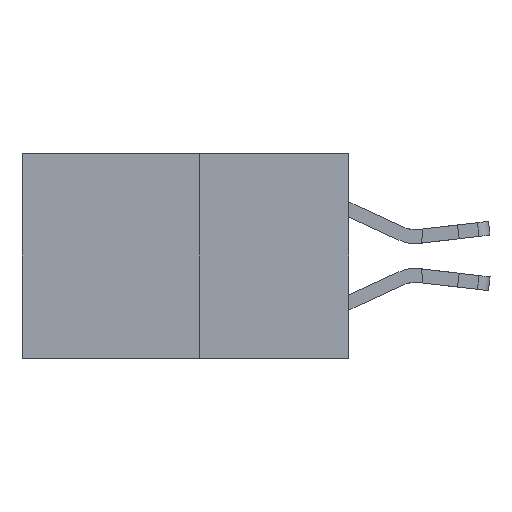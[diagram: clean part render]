
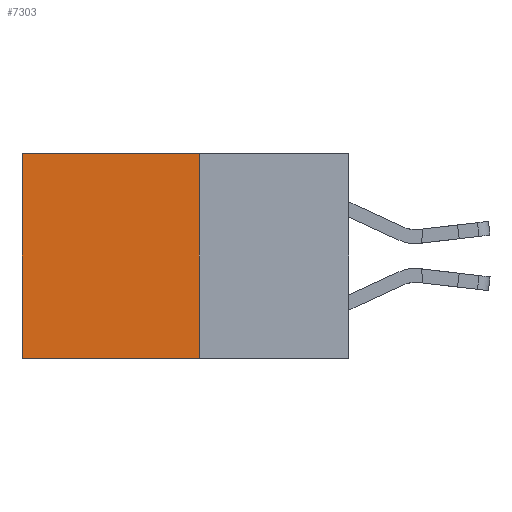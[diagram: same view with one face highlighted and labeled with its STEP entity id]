
A CAD part, left-side view. The second image highlights one B-rep face of the part: STEP entity #7303.
In plain terms, the highlighted planar face has unit normal (-1, 0, 0).
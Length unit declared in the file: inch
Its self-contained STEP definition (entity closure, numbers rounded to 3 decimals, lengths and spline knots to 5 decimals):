
#586 = EDGE_CURVE ( 'NONE', #8597, #14971, #2785, .T. ) ;
#797 = VERTEX_POINT ( 'NONE', #11020 ) ;
#1182 = LINE ( 'NONE', #13963, #5564 ) ;
#1349 = EDGE_CURVE ( 'NONE', #14519, #8597, #1182, .T. ) ;
#2200 = ORIENTED_EDGE ( 'NONE', *, *, #4600, .F. ) ;
#2358 = EDGE_CURVE ( 'NONE', #14519, #797, #18411, .T. ) ;
#2785 = LINE ( 'NONE', #14649, #18021 ) ;
#3136 = CARTESIAN_POINT ( 'NONE',  ( 0.277, 0.27, -0.37 ) ) ;
#3393 = AXIS2_PLACEMENT_3D ( 'NONE', #5149, #6294, #14672 ) ;
#3949 = CARTESIAN_POINT ( 'NONE',  ( 0.277, 0.59, -0.37 ) ) ;
#4004 = CARTESIAN_POINT ( 'NONE',  ( 0.277, 0.59, 0. ) ) ;
#4097 = ORIENTED_EDGE ( 'NONE', *, *, #2358, .F. ) ;
#4207 = DIRECTION ( 'NONE',  ( 0., 0., -1. ) ) ;
#4600 = EDGE_CURVE ( 'NONE', #797, #14971, #18774, .T. ) ;
#5149 = CARTESIAN_POINT ( 'NONE',  ( 0.277, 0.27, -0.37 ) ) ;
#5564 = VECTOR ( 'NONE', #14251, 39.37008 ) ;
#5653 = CARTESIAN_POINT ( 'NONE',  ( 0.277, 0.27, 0. ) ) ;
#6294 = DIRECTION ( 'NONE',  ( 1., 0., 0. ) ) ;
#6343 = PLANE ( 'NONE',  #3393 ) ;
#7051 = VECTOR ( 'NONE', #18905, 39.37008 ) ;
#7150 = VECTOR ( 'NONE', #4207, 39.37008 ) ;
#7303 = ADVANCED_FACE ( 'NONE', ( #11116 ), #6343, .F. ) ;
#8597 = VERTEX_POINT ( 'NONE', #4004 ) ;
#11020 = CARTESIAN_POINT ( 'NONE',  ( 0.277, 0.27, -0.37 ) ) ;
#11116 = FACE_OUTER_BOUND ( 'NONE', #13772, .T. ) ;
#12396 = ORIENTED_EDGE ( 'NONE', *, *, #586, .T. ) ;
#13251 = DIRECTION ( 'NONE',  ( 0., 0., -1. ) ) ;
#13772 = EDGE_LOOP ( 'NONE', ( #12396, #2200, #4097, #14332 ) ) ;
#13963 = CARTESIAN_POINT ( 'NONE',  ( 0.277, 0.27, 0. ) ) ;
#14251 = DIRECTION ( 'NONE',  ( 0., 1., 0. ) ) ;
#14332 = ORIENTED_EDGE ( 'NONE', *, *, #1349, .T. ) ;
#14519 = VERTEX_POINT ( 'NONE', #5653 ) ;
#14571 = CARTESIAN_POINT ( 'NONE',  ( 0.277, 0.27, -0.37 ) ) ;
#14649 = CARTESIAN_POINT ( 'NONE',  ( 0.277, 0.59, -0.37 ) ) ;
#14672 = DIRECTION ( 'NONE',  ( 0., 0., -1. ) ) ;
#14971 = VERTEX_POINT ( 'NONE', #3949 ) ;
#18021 = VECTOR ( 'NONE', #13251, 39.37008 ) ;
#18411 = LINE ( 'NONE', #3136, #7150 ) ;
#18774 = LINE ( 'NONE', #14571, #7051 ) ;
#18905 = DIRECTION ( 'NONE',  ( 0., 1., 0. ) ) ;
